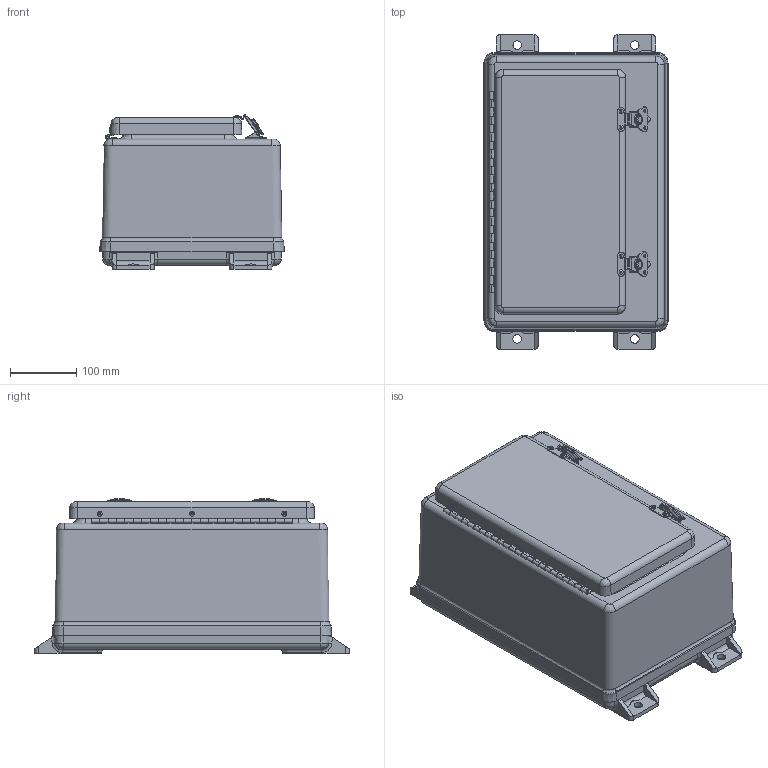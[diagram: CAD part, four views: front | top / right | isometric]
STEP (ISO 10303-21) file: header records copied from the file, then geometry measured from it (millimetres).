
FILE_DESCRIPTION(/* description */ (''),/* implementation_level */ '2;1');
FILE_NAME(/* name */ 'HW-N4X161007CH.stp',/* time_stamp */ '2014-03-14T06:54:29-05:00',/* author */ ('pmescher'),/* organization */ (''),/* preprocessor_version */ 'ST-DEVELOPER v15.2',/* originating_system */ 'Autodesk Inventor 2014',/* authorisation */ '');
FILE_SCHEMA (('AUTOMOTIVE_DESIGN { 1 0 10303 214 3 1 1 }'));
Length unit declared in the file: inch
Products named in the file (19): WPN16107SHWT; WPN1610B; WPN16107HWTPCVR; N16107G; WPN1610HWU; LL150  LATCH KEEPER PAD; LL150 LATCH RIVET PIN; LL150 KEEPER PAD ASSEMBLY; LL150 LATCH CAM; LL150 LATCH WING; LL150 LATCH BASE; LL150 LATCH HINGE PIN; N SERIES LL150 LATCH; SS HINGE PIN (12); SS HINGE COVER (12); SS HINGE BASE  (12); 0.13 RIVET PIN; 12; N16107HWT_STP
Bounding box: 278.61 x 476.25 x 233.82 mm (x, y, z)
Volume: 2051476 mm3; surface area: 1222867.4 mm2
Topology: 31 solids, 31 shells, 1013 faces, 2454 edges, 1508 vertices
Faces by surface type: plane 385, cylinder 378, bspline 94, torus 94, cone 38, sphere 24
Full cylindrical faces by diameter (mm): 1.587 x8, 1.651 x6, 3.175 x25, 3.302 x30, 3.429 x4, 3.5 x4, 3.556 x8, 3.969 x4, 4.762 x4, 5.08 x4, 7.137 x2, 7.544 x6, 10.16 x4, 12.954 x2, 12.959 x2
Entity records: 26151 total; most frequent: CARTESIAN_POINT 7968, DIRECTION 3834, ORIENTED_EDGE 3504, EDGE_CURVE 1752, AXIS2_PLACEMENT_3D 1454, VERTEX_POINT 1141, EDGE_LOOP 989, LINE 926
